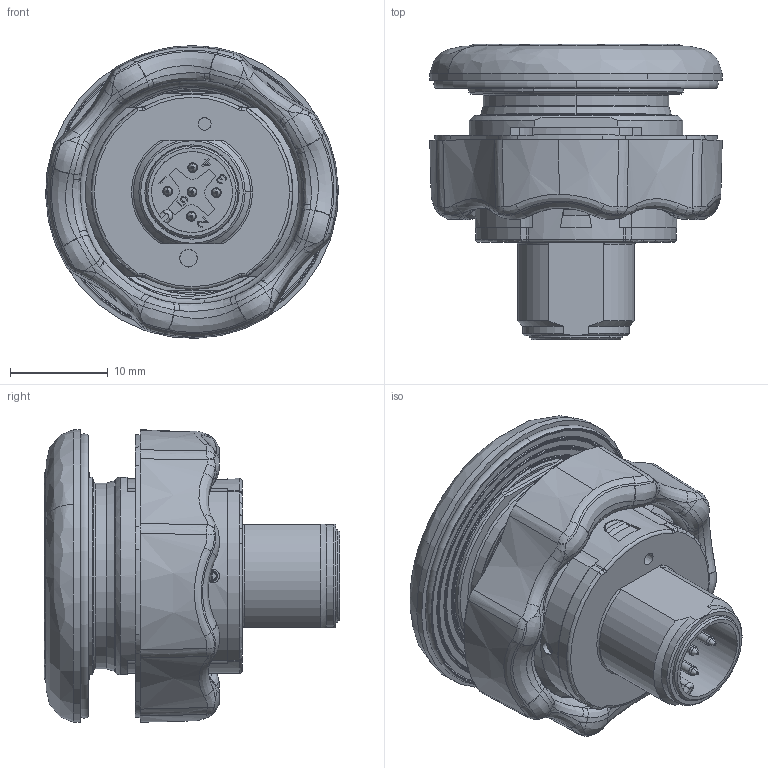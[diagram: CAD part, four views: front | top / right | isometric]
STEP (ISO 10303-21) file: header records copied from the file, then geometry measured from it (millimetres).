
FILE_DESCRIPTION (( 'STEP AP203' ), '1' );
FILE_NAME ('CS10SMTDT-C20-0456.step', '2022-04-11T18:58:38', ( '' ), ( '' ), 'SwSTEP 2.0', 'SolidWorks 2021', '' );
FILE_SCHEMA (( 'CONFIG_CONTROL_DESIGN' ));
Length unit declared in the file: millimetre
Products named in the file (1): CS10SMTDT-C20-0456
Bounding box: 30 x 30.3 x 30 mm (x, y, z)
Volume: 10737.3 mm3; surface area: 7559 mm2
Topology: 2 solids, 8 shells, 771 faces, 1876 edges, 1171 vertices
Faces by surface type: plane 262, bspline 150, cylinder 126, cone 125, torus 90, sphere 18
Entity records: 28856 total; most frequent: CARTESIAN_POINT 11785, ORIENTED_EDGE 3744, DIRECTION 3306, EDGE_CURVE 1872, AXIS2_PLACEMENT_3D 1286, VERTEX_POINT 1171, EDGE_LOOP 835, FACE_OUTER_BOUND 771
